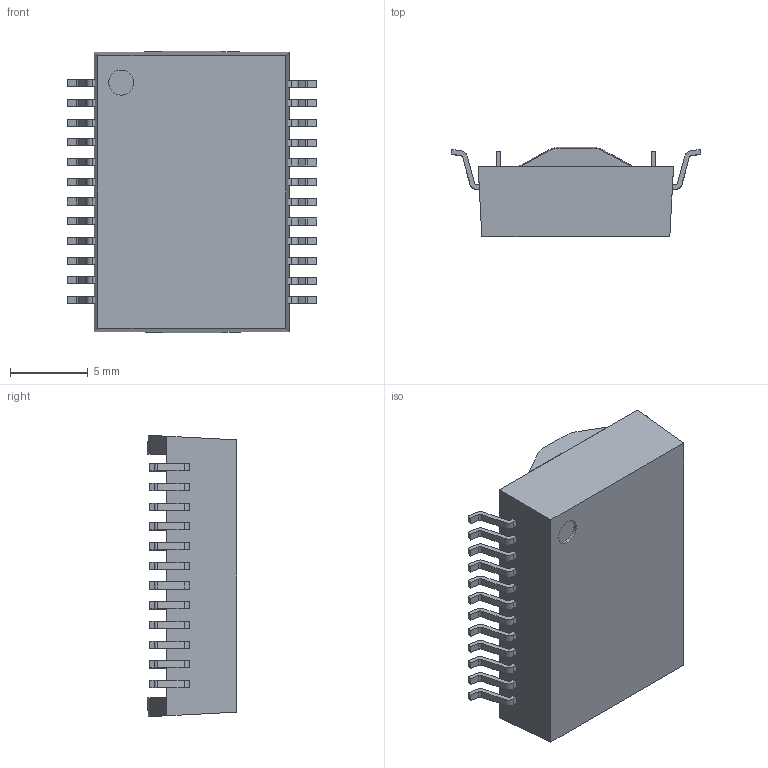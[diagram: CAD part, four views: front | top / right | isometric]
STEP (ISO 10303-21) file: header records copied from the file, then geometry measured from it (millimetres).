
FILE_DESCRIPTION((''),'2;1');
FILE_NAME('ASM0001_ASM','2014-08-12T',('Administrator'),(''),'PRO/ENGINEER BY PARAMETRIC TECHNOLOGY CORPORATION, 2012130','PRO/ENGINEER BY PARAMETRIC TECHNOLOGY CORPORATION, 2012130','');
FILE_SCHEMA(('CONFIG_CONTROL_DESIGN'));
Length unit declared in the file: millimetre
Products named in the file (3): PRT0001; PRT0011; ASM0001_ASM
Assembly tree (25 placements, depth 2):
  ASM0001_ASM
    PRT0001
    PRT0011  x24
Bounding box: 16.11 x 5.76 x 18.15 mm (x, y, z)
Volume: 530.2 mm3; surface area: 1186.5 mm2
Topology: 27 solids, 27 shells, 558 faces, 1675 edges, 1198 vertices
Faces by surface type: plane 360, cylinder 150, extrusion 48
Entity records: 1977 total; most frequent: DIRECTION 375, CARTESIAN_POINT 350, ORIENTED_EDGE 252, AXIS2_PLACEMENT_3D 135, EDGE_CURVE 126, VECTOR 105, LINE 103, VERTEX_POINT 84
